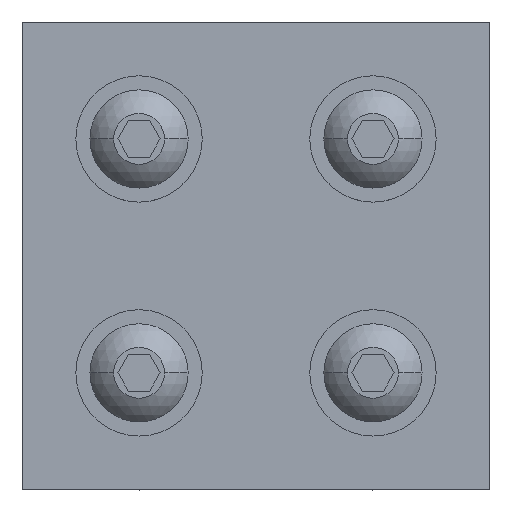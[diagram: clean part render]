
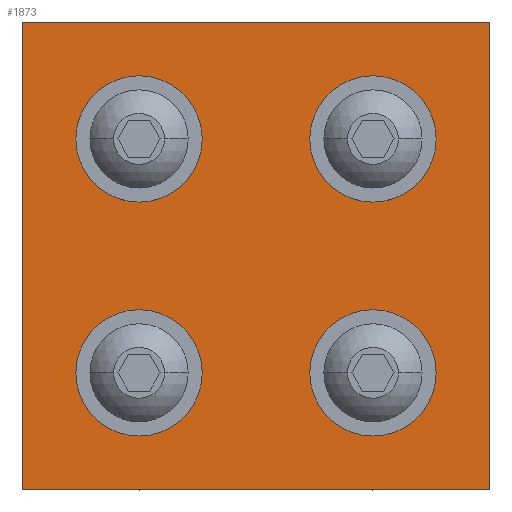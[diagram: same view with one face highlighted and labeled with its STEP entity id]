
A CAD part, top view. The second image highlights one B-rep face of the part: STEP entity #1873.
In plain terms, the highlighted planar face has unit normal (0, 0, 1).
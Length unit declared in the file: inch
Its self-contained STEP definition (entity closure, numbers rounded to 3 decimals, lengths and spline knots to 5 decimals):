
#3 = VERTEX_POINT ( 'NONE', #39 ) ;
#16 = EDGE_LOOP ( 'NONE', ( #1895, #1790 ) ) ;
#39 = CARTESIAN_POINT ( 'NONE',  ( 2., 0., 0.188 ) ) ;
#40 = CARTESIAN_POINT ( 'NONE',  ( 0.3715, 0.5, 0.188 ) ) ;
#114 = CIRCLE ( 'NONE', #115, 0.1285 ) ;
#115 = AXIS2_PLACEMENT_3D ( 'NONE', #116, #117, #118 ) ;
#116 = CARTESIAN_POINT ( 'NONE',  ( 1.5, 0.5, 0.188 ) ) ;
#117 = DIRECTION ( 'NONE',  ( 0., 0., 1. ) ) ;
#118 = DIRECTION ( 'NONE',  ( 1., 0., 0. ) ) ;
#188 = CARTESIAN_POINT ( 'NONE',  ( 0., 0., 0.188 ) ) ;
#251 = EDGE_CURVE ( 'NONE', #856, #1706, #272, .T. ) ;
#253 = CARTESIAN_POINT ( 'NONE',  ( 0.3715, 1.5, 0.188 ) ) ;
#272 = CIRCLE ( 'NONE', #273, 0.1285 ) ;
#273 = AXIS2_PLACEMENT_3D ( 'NONE', #274, #275, #276 ) ;
#274 = CARTESIAN_POINT ( 'NONE',  ( 0.5, 0.5, 0.188 ) ) ;
#275 = DIRECTION ( 'NONE',  ( 0., 0., 1. ) ) ;
#276 = DIRECTION ( 'NONE',  ( 1., 0., 0. ) ) ;
#305 = CIRCLE ( 'NONE', #306, 0.1285 ) ;
#306 = AXIS2_PLACEMENT_3D ( 'NONE', #307, #308, #309 ) ;
#307 = CARTESIAN_POINT ( 'NONE',  ( 0.5, 1.5, 0.188 ) ) ;
#308 = DIRECTION ( 'NONE',  ( 0., 0., 1. ) ) ;
#309 = DIRECTION ( 'NONE',  ( 1., 0., 0. ) ) ;
#311 = LINE ( 'NONE', #312, #313 ) ;
#312 = CARTESIAN_POINT ( 'NONE',  ( 0., 0., 0.188 ) ) ;
#313 = VECTOR ( 'NONE', #314, 39.37008 ) ;
#314 = DIRECTION ( 'NONE',  ( 1., 0., 0. ) ) ;
#406 = ORIENTED_EDGE ( 'NONE', *, *, #251, .F. ) ;
#478 = CIRCLE ( 'NONE', #479, 0.1285 ) ;
#479 = AXIS2_PLACEMENT_3D ( 'NONE', #480, #481, #482 ) ;
#480 = CARTESIAN_POINT ( 'NONE',  ( 1.5, 0.5, 0.188 ) ) ;
#481 = DIRECTION ( 'NONE',  ( 0., 0., 1. ) ) ;
#482 = DIRECTION ( 'NONE',  ( 1., 0., 0. ) ) ;
#484 = CARTESIAN_POINT ( 'NONE',  ( 1.6285, 0.5, 0.188 ) ) ;
#510 = CARTESIAN_POINT ( 'NONE',  ( 2., 2., 0.188 ) ) ;
#564 = CARTESIAN_POINT ( 'NONE',  ( 1.3715, 1.5, 0.188 ) ) ;
#573 = ORIENTED_EDGE ( 'NONE', *, *, #2063, .T. ) ;
#587 = CIRCLE ( 'NONE', #588, 0.1285 ) ;
#588 = AXIS2_PLACEMENT_3D ( 'NONE', #589, #590, #591 ) ;
#589 = CARTESIAN_POINT ( 'NONE',  ( 0.5, 1.5, 0.188 ) ) ;
#590 = DIRECTION ( 'NONE',  ( 0., 0., 1. ) ) ;
#591 = DIRECTION ( 'NONE',  ( 1., 0., 0. ) ) ;
#613 = CARTESIAN_POINT ( 'NONE',  ( 1.3715, 0.5, 0.188 ) ) ;
#620 = CARTESIAN_POINT ( 'NONE',  ( 1.6285, 1.5, 0.188 ) ) ;
#621 = LINE ( 'NONE', #623, #624 ) ;
#623 = CARTESIAN_POINT ( 'NONE',  ( 2., 2., 0.188 ) ) ;
#624 = VECTOR ( 'NONE', #625, 39.37008 ) ;
#625 = DIRECTION ( 'NONE',  ( 0., 1., 0. ) ) ;
#693 = CARTESIAN_POINT ( 'NONE',  ( 0.6285, 0.5, 0.188 ) ) ;
#706 = LINE ( 'NONE', #707, #711 ) ;
#707 = CARTESIAN_POINT ( 'NONE',  ( 0., 2., 0.188 ) ) ;
#711 = VECTOR ( 'NONE', #712, 39.37008 ) ;
#712 = DIRECTION ( 'NONE',  ( -1., 0., 0. ) ) ;
#719 = CIRCLE ( 'NONE', #720, 0.1285 ) ;
#720 = AXIS2_PLACEMENT_3D ( 'NONE', #721, #722, #723 ) ;
#721 = CARTESIAN_POINT ( 'NONE',  ( 1.5, 1.5, 0.188 ) ) ;
#722 = DIRECTION ( 'NONE',  ( 0., 0., 1. ) ) ;
#723 = DIRECTION ( 'NONE',  ( 1., 0., 0. ) ) ;
#787 = CIRCLE ( 'NONE', #788, 0.1285 ) ;
#788 = AXIS2_PLACEMENT_3D ( 'NONE', #789, #790, #791 ) ;
#789 = CARTESIAN_POINT ( 'NONE',  ( 0.5, 0.5, 0.188 ) ) ;
#790 = DIRECTION ( 'NONE',  ( 0., 0., 1. ) ) ;
#791 = DIRECTION ( 'NONE',  ( 1., 0., 0. ) ) ;
#826 = CIRCLE ( 'NONE', #827, 0.1285 ) ;
#827 = AXIS2_PLACEMENT_3D ( 'NONE', #828, #829, #830 ) ;
#828 = CARTESIAN_POINT ( 'NONE',  ( 1.5, 1.5, 0.188 ) ) ;
#829 = DIRECTION ( 'NONE',  ( 0., 0., 1. ) ) ;
#830 = DIRECTION ( 'NONE',  ( 1., 0., 0. ) ) ;
#831 = CARTESIAN_POINT ( 'NONE',  ( 0., 2., 0.188 ) ) ;
#856 = VERTEX_POINT ( 'NONE', #693 ) ;
#874 = EDGE_LOOP ( 'NONE', ( #406, #1732 ) ) ;
#901 = CARTESIAN_POINT ( 'NONE',  ( 0.6285, 1.5, 0.188 ) ) ;
#915 = FACE_BOUND ( 'NONE', #1844, .T. ) ;
#916 = FACE_BOUND ( 'NONE', #874, .T. ) ;
#917 = FACE_OUTER_BOUND ( 'NONE', #1719, .T. ) ;
#918 = FACE_BOUND ( 'NONE', #2041, .T. ) ;
#919 = FACE_BOUND ( 'NONE', #16, .T. ) ;
#920 = PLANE ( 'NONE',  #921 ) ;
#921 = AXIS2_PLACEMENT_3D ( 'NONE', #922, #923, #924 ) ;
#922 = CARTESIAN_POINT ( 'NONE',  ( 0., 0., 0.188 ) ) ;
#923 = DIRECTION ( 'NONE',  ( 0., 0., 1. ) ) ;
#924 = DIRECTION ( 'NONE',  ( 1., 0., 0. ) ) ;
#941 = LINE ( 'NONE', #942, #943 ) ;
#942 = CARTESIAN_POINT ( 'NONE',  ( 0., 2., 0.188 ) ) ;
#943 = VECTOR ( 'NONE', #944, 39.37008 ) ;
#944 = DIRECTION ( 'NONE',  ( 0., -1., 0. ) ) ;
#1038 = ORIENTED_EDGE ( 'NONE', *, *, #1976, .T. ) ;
#1056 = EDGE_CURVE ( 'NONE', #1706, #856, #787, .T. ) ;
#1090 = ORIENTED_EDGE ( 'NONE', *, *, #2060, .F. ) ;
#1181 = VERTEX_POINT ( 'NONE', #831 ) ;
#1385 = EDGE_CURVE ( 'NONE', #1181, #1721, #941, .T. ) ;
#1522 = ORIENTED_EDGE ( 'NONE', *, *, #1385, .T. ) ;
#1639 = VERTEX_POINT ( 'NONE', #484 ) ;
#1706 = VERTEX_POINT ( 'NONE', #40 ) ;
#1712 = EDGE_CURVE ( 'NONE', #1789, #1639, #114, .T. ) ;
#1719 = EDGE_LOOP ( 'NONE', ( #1522, #1038, #573, #2048 ) ) ;
#1721 = VERTEX_POINT ( 'NONE', #188 ) ;
#1732 = ORIENTED_EDGE ( 'NONE', *, *, #1056, .F. ) ;
#1743 = EDGE_CURVE ( 'NONE', #2040, #2101, #305, .T. ) ;
#1777 = VERTEX_POINT ( 'NONE', #510 ) ;
#1786 = ORIENTED_EDGE ( 'NONE', *, *, #1743, .F. ) ;
#1789 = VERTEX_POINT ( 'NONE', #613 ) ;
#1790 = ORIENTED_EDGE ( 'NONE', *, *, #2013, .F. ) ;
#1813 = EDGE_CURVE ( 'NONE', #1777, #1181, #706, .T. ) ;
#1844 = EDGE_LOOP ( 'NONE', ( #1786, #1090 ) ) ;
#1851 = EDGE_CURVE ( 'NONE', #1999, #2058, #826, .T. ) ;
#1873 = ADVANCED_FACE ( 'NONE', ( #915, #916, #917, #918, #919 ), #920, .T. ) ;
#1895 = ORIENTED_EDGE ( 'NONE', *, *, #1851, .F. ) ;
#1969 = ORIENTED_EDGE ( 'NONE', *, *, #1712, .F. ) ;
#1976 = EDGE_CURVE ( 'NONE', #1721, #3, #311, .T. ) ;
#1993 = EDGE_CURVE ( 'NONE', #1639, #1789, #478, .T. ) ;
#1999 = VERTEX_POINT ( 'NONE', #620 ) ;
#2010 = ORIENTED_EDGE ( 'NONE', *, *, #1993, .F. ) ;
#2013 = EDGE_CURVE ( 'NONE', #2058, #1999, #719, .T. ) ;
#2040 = VERTEX_POINT ( 'NONE', #901 ) ;
#2041 = EDGE_LOOP ( 'NONE', ( #2010, #1969 ) ) ;
#2048 = ORIENTED_EDGE ( 'NONE', *, *, #1813, .T. ) ;
#2058 = VERTEX_POINT ( 'NONE', #564 ) ;
#2060 = EDGE_CURVE ( 'NONE', #2101, #2040, #587, .T. ) ;
#2063 = EDGE_CURVE ( 'NONE', #3, #1777, #621, .T. ) ;
#2101 = VERTEX_POINT ( 'NONE', #253 ) ;
